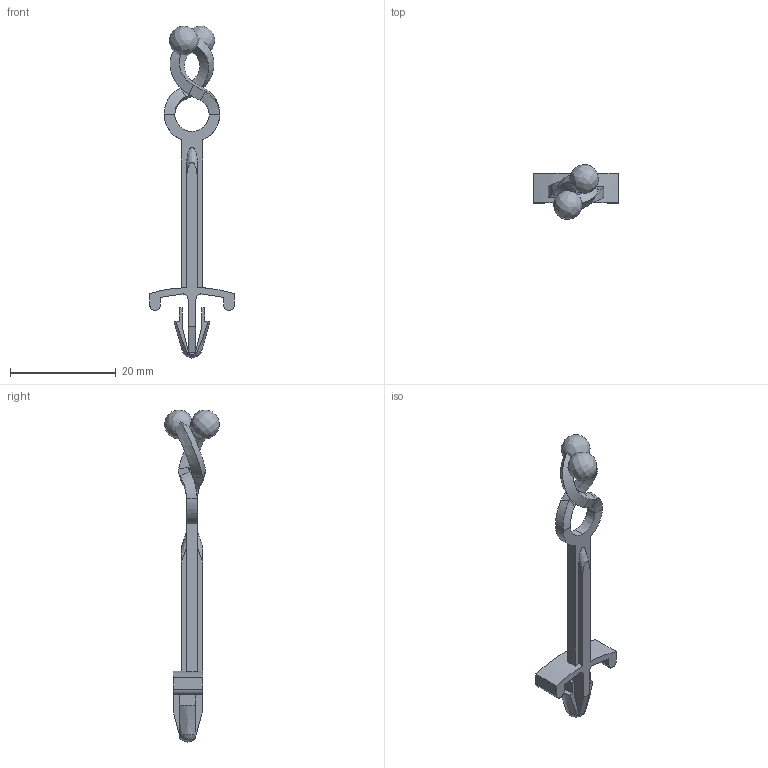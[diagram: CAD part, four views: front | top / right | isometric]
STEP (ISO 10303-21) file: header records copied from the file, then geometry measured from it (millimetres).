
FILE_DESCRIPTION((''),'2;1');
FILE_NAME('','2005-12-14T16:12:33',(''),(''),'','CADfix','');
FILE_SCHEMA(('AUTOMOTIVE_DESIGN'));
Length unit declared in the file: millimetre
Products named in the file (1): clip
Bounding box: 16 x 10.41 x 62.94 mm (x, y, z)
Volume: 980.8 mm3; surface area: 1551.4 mm2
Topology: 1 solids, 1 shells, 73 faces, 195 edges, 124 vertices
Faces by surface type: bspline 73
Entity records: 4093 total; most frequent: CARTESIAN_POINT 2921, ORIENTED_EDGE 390, EDGE_CURVE 195, VERTEX_POINT 124, QUASI_UNIFORM_CURVE 93, EDGE_LOOP 73, FACE_OUTER_BOUND 73, ADVANCED_FACE 73
